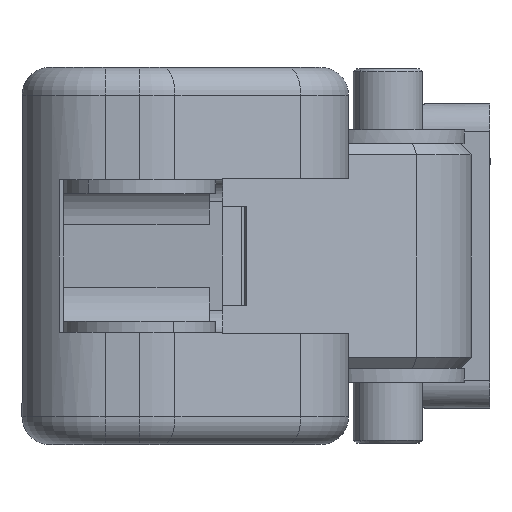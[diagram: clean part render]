
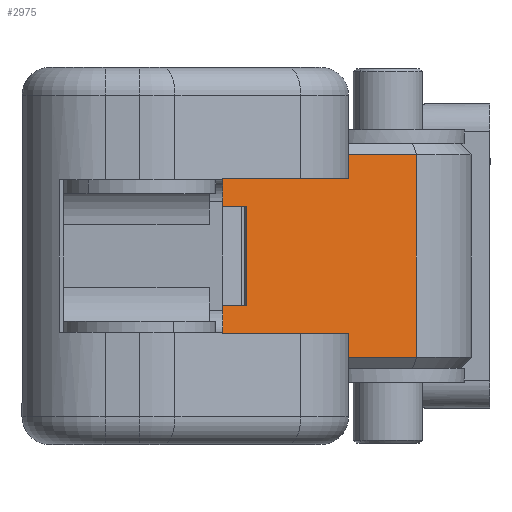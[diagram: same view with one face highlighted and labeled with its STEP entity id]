
A CAD part, front view. The second image highlights one B-rep face of the part: STEP entity #2975.
In plain terms, the highlighted planar face has unit normal (0.342, -0.94, 0).
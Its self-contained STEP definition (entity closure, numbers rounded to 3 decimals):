
#35 = EDGE_CURVE ( 'NONE', #7695, #8905, #2960, .T. ) ;
#440 = VERTEX_POINT ( 'NONE', #6628 ) ;
#496 = ORIENTED_EDGE ( 'NONE', *, *, #8714, .T. ) ;
#701 = VERTEX_POINT ( 'NONE', #9625 ) ;
#732 = VECTOR ( 'NONE', #7682, 1000. ) ;
#735 = CARTESIAN_POINT ( 'NONE',  ( -48.856, 98.282, -8.1 ) ) ;
#759 = EDGE_CURVE ( 'NONE', #8905, #701, #2133, .T. ) ;
#871 = ORIENTED_EDGE ( 'NONE', *, *, #759, .F. ) ;
#948 = EDGE_CURVE ( 'NONE', #440, #3877, #1779, .T. ) ;
#968 = CARTESIAN_POINT ( 'NONE',  ( -63.938, 92.793, 3.6 ) ) ;
#1340 = EDGE_LOOP ( 'NONE', ( #9532, #5789, #2768, #8035, #9469, #5694, #871, #8075, #4531, #496 ) ) ;
#1482 = DIRECTION ( 'NONE',  ( 0.94, 0.342, 0. ) ) ;
#1779 = LINE ( 'NONE', #968, #6243 ) ;
#1942 = DIRECTION ( 'NONE',  ( 0., 0., 1. ) ) ;
#2133 = LINE ( 'NONE', #7481, #7567 ) ;
#2371 = DIRECTION ( 'NONE',  ( 0., 0., 1. ) ) ;
#2532 = VECTOR ( 'NONE', #4393, 1000. ) ;
#2768 = ORIENTED_EDGE ( 'NONE', *, *, #6892, .F. ) ;
#2960 = LINE ( 'NONE', #8997, #3983 ) ;
#2975 = ADVANCED_FACE ( 'NONE', ( #6156 ), #6721, .F. ) ;
#3082 = CARTESIAN_POINT ( 'NONE',  ( -48.856, 98.282, -7.3 ) ) ;
#3149 = EDGE_CURVE ( 'NONE', #6079, #4659, #8160, .T. ) ;
#3186 = VERTEX_POINT ( 'NONE', #5057 ) ;
#3406 = AXIS2_PLACEMENT_3D ( 'NONE', #735, #9080, #3803 ) ;
#3739 = CARTESIAN_POINT ( 'NONE',  ( -66.757, 91.767, 7.3 ) ) ;
#3761 = CARTESIAN_POINT ( 'NONE',  ( -48.856, 98.282, -7.3 ) ) ;
#3803 = DIRECTION ( 'NONE',  ( 0., 0., 1. ) ) ;
#3877 = VERTEX_POINT ( 'NONE', #9892 ) ;
#3983 = VECTOR ( 'NONE', #5943, 1000. ) ;
#4043 = CARTESIAN_POINT ( 'NONE',  ( -66.757, 91.767, -3.6 ) ) ;
#4122 = EDGE_CURVE ( 'NONE', #7612, #6079, #5917, .T. ) ;
#4298 = CARTESIAN_POINT ( 'NONE',  ( -48.856, 98.282, 7.3 ) ) ;
#4393 = DIRECTION ( 'NONE',  ( 0.94, 0.342, 0. ) ) ;
#4490 = LINE ( 'NONE', #5299, #2532 ) ;
#4531 = ORIENTED_EDGE ( 'NONE', *, *, #7620, .F. ) ;
#4659 = VERTEX_POINT ( 'NONE', #3739 ) ;
#4679 = VECTOR ( 'NONE', #8967, 1000. ) ;
#4739 = DIRECTION ( 'NONE',  ( -0.94, -0.342, 0. ) ) ;
#5057 = CARTESIAN_POINT ( 'NONE',  ( -66.757, 91.767, 3.6 ) ) ;
#5299 = CARTESIAN_POINT ( 'NONE',  ( -61.119, 93.819, 3.6 ) ) ;
#5694 = ORIENTED_EDGE ( 'NONE', *, *, #7933, .F. ) ;
#5702 = VECTOR ( 'NONE', #8507, 1000. ) ;
#5789 = ORIENTED_EDGE ( 'NONE', *, *, #3149, .T. ) ;
#5917 = LINE ( 'NONE', #8112, #7256 ) ;
#5943 = DIRECTION ( 'NONE',  ( 0.94, 0.342, 0. ) ) ;
#5983 = LINE ( 'NONE', #3761, #8985 ) ;
#6079 = VERTEX_POINT ( 'NONE', #9379 ) ;
#6156 = FACE_OUTER_BOUND ( 'NONE', #1340, .T. ) ;
#6236 = CARTESIAN_POINT ( 'NONE',  ( -66.757, 91.767, -7.3 ) ) ;
#6243 = VECTOR ( 'NONE', #4739, 1000. ) ;
#6628 = CARTESIAN_POINT ( 'NONE',  ( -61.119, 93.819, 3.6 ) ) ;
#6661 = CARTESIAN_POINT ( 'NONE',  ( -61.476, 93.689, -3.6 ) ) ;
#6721 = PLANE ( 'NONE',  #3406 ) ;
#6825 = DIRECTION ( 'NONE',  ( 0.94, 0.342, 0. ) ) ;
#6864 = CARTESIAN_POINT ( 'NONE',  ( -66.757, 91.767, -8.1 ) ) ;
#6892 = EDGE_CURVE ( 'NONE', #3186, #4659, #7003, .T. ) ;
#7003 = LINE ( 'NONE', #7940, #7824 ) ;
#7256 = VECTOR ( 'NONE', #1942, 1000. ) ;
#7481 = CARTESIAN_POINT ( 'NONE',  ( -63.938, 92.793, -3.6 ) ) ;
#7535 = CARTESIAN_POINT ( 'NONE',  ( -61.119, 93.819, 3.6 ) ) ;
#7549 = LINE ( 'NONE', #6864, #5702 ) ;
#7567 = VECTOR ( 'NONE', #1482, 1000. ) ;
#7612 = VERTEX_POINT ( 'NONE', #3082 ) ;
#7620 = EDGE_CURVE ( 'NONE', #8070, #7695, #7549, .T. ) ;
#7682 = DIRECTION ( 'NONE',  ( 0., 0., 1. ) ) ;
#7695 = VERTEX_POINT ( 'NONE', #4043 ) ;
#7824 = VECTOR ( 'NONE', #2371, 1000. ) ;
#7933 = EDGE_CURVE ( 'NONE', #701, #440, #8444, .T. ) ;
#7940 = CARTESIAN_POINT ( 'NONE',  ( -66.757, 91.767, -8.1 ) ) ;
#8035 = ORIENTED_EDGE ( 'NONE', *, *, #9271, .T. ) ;
#8070 = VERTEX_POINT ( 'NONE', #6236 ) ;
#8075 = ORIENTED_EDGE ( 'NONE', *, *, #35, .F. ) ;
#8112 = CARTESIAN_POINT ( 'NONE',  ( -48.856, 98.282, -8.1 ) ) ;
#8160 = LINE ( 'NONE', #4298, #4679 ) ;
#8444 = LINE ( 'NONE', #7535, #732 ) ;
#8507 = DIRECTION ( 'NONE',  ( 0., 0., 1. ) ) ;
#8714 = EDGE_CURVE ( 'NONE', #8070, #7612, #5983, .T. ) ;
#8905 = VERTEX_POINT ( 'NONE', #6661 ) ;
#8967 = DIRECTION ( 'NONE',  ( -0.94, -0.342, 0. ) ) ;
#8985 = VECTOR ( 'NONE', #6825, 1000. ) ;
#8997 = CARTESIAN_POINT ( 'NONE',  ( -63.938, 92.793, -3.6 ) ) ;
#9080 = DIRECTION ( 'NONE',  ( -0.342, 0.94, 0. ) ) ;
#9271 = EDGE_CURVE ( 'NONE', #3186, #3877, #4490, .T. ) ;
#9379 = CARTESIAN_POINT ( 'NONE',  ( -48.856, 98.282, 7.3 ) ) ;
#9469 = ORIENTED_EDGE ( 'NONE', *, *, #948, .F. ) ;
#9532 = ORIENTED_EDGE ( 'NONE', *, *, #4122, .T. ) ;
#9625 = CARTESIAN_POINT ( 'NONE',  ( -61.119, 93.819, -3.6 ) ) ;
#9892 = CARTESIAN_POINT ( 'NONE',  ( -61.476, 93.689, 3.6 ) ) ;
